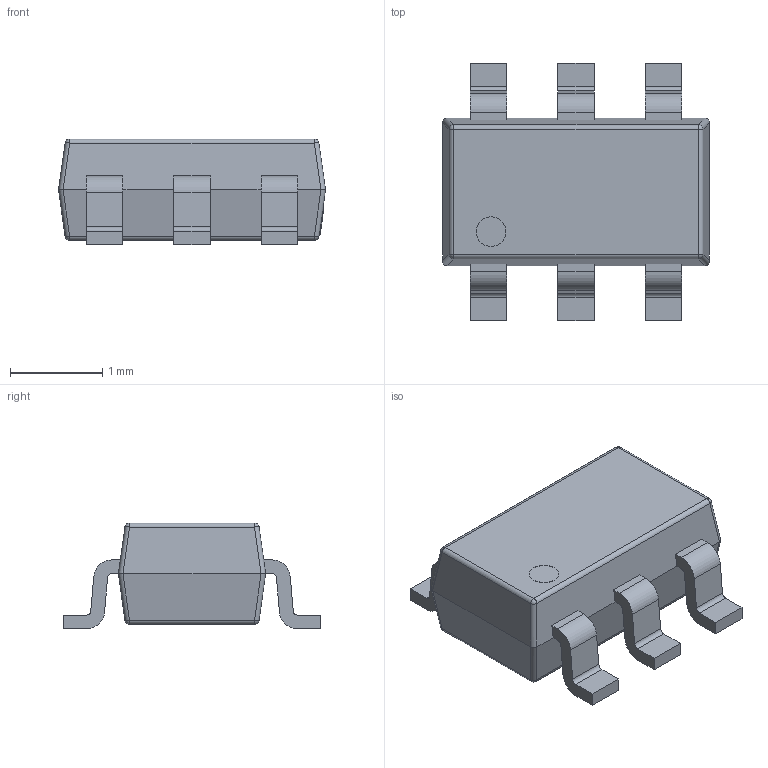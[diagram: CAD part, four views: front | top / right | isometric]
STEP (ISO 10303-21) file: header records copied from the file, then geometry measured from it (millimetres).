
FILE_DESCRIPTION (( 'STEP AP214' ), '1' );
FILE_NAME ('SOT-23-6_L2.9-W1.6-P0.95-LS2.8-BL_3.STEP', '2024-10-22T05:44:04', ( 'PC' ), ( 'Microsoft' ), 'SwSTEP 2.0', 'SolidWorks 2020', '' );
FILE_SCHEMA (( 'AUTOMOTIVE_DESIGN' ));
Length unit declared in the file: millimetre
Products named in the file (1): SOT-23-6_L2.9-W1.6-P0.95-LS2.8-BL_3
Bounding box: 2.9 x 2.8 x 1.15 mm (x, y, z)
Volume: 5.1 mm3; surface area: 24.4 mm2
Topology: 1 solids, 1 shells, 339 faces, 907 edges, 590 vertices
Faces by surface type: plane 191, bspline 98, cylinder 42, sphere 8
Entity records: 14740 total; most frequent: CARTESIAN_POINT 3155, ORIENTED_EDGE 1814, DIRECTION 1263, EDGE_CURVE 907, VECTOR 627, LINE 627, VERTEX_POINT 590, EDGE_LOOP 359
